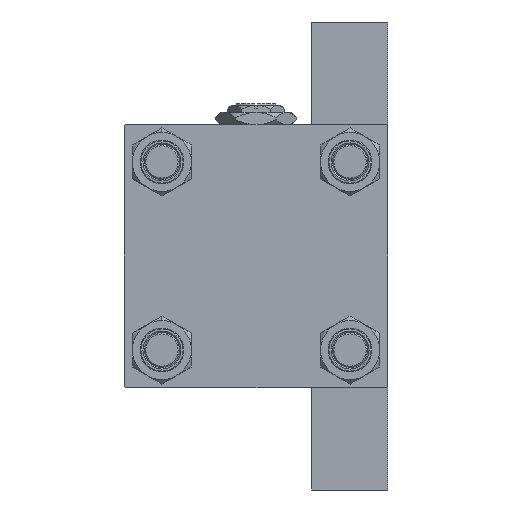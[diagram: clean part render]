
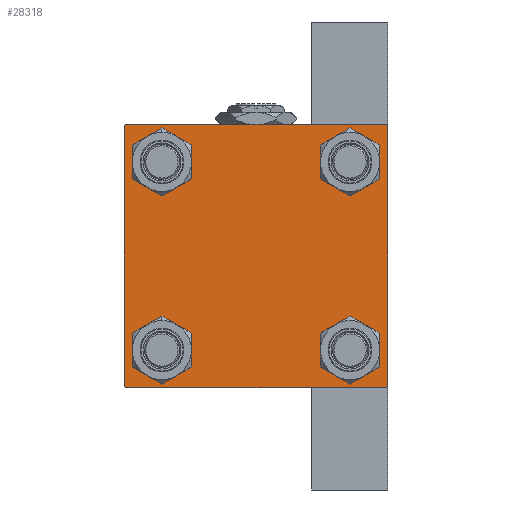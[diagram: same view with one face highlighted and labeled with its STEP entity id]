
A CAD part, left-side view. The second image highlights one B-rep face of the part: STEP entity #28318.
In plain terms, the highlighted planar face has unit normal (-1, 0, 0).
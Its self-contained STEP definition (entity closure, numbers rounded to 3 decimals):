
#72 = EDGE_CURVE ( 'NONE', #46168, #1305, #38620, .T. ) ;
#348 = DIRECTION ( 'NONE',  ( 1., 0., 0. ) ) ;
#504 = AXIS2_PLACEMENT_3D ( 'NONE', #7073, #38291, #3280 ) ;
#683 = DIRECTION ( 'NONE',  ( 1., 0., 0. ) ) ;
#686 = CARTESIAN_POINT ( 'NONE',  ( 0., 45., -45. ) ) ;
#972 = DIRECTION ( 'NONE',  ( 0., 0.707, 0.707 ) ) ;
#988 = EDGE_LOOP ( 'NONE', ( #2975, #47064 ) ) ;
#1119 = ORIENTED_EDGE ( 'NONE', *, *, #5756, .T. ) ;
#1225 = VERTEX_POINT ( 'NONE', #20593 ) ;
#1305 = VERTEX_POINT ( 'NONE', #17779 ) ;
#1520 = LINE ( 'NONE', #5557, #37972 ) ;
#1943 = FACE_BOUND ( 'NONE', #29709, .T. ) ;
#2370 = CIRCLE ( 'NONE', #7218, 6.5 ) ;
#2975 = ORIENTED_EDGE ( 'NONE', *, *, #15591, .T. ) ;
#3048 = ORIENTED_EDGE ( 'NONE', *, *, #9492, .T. ) ;
#3280 = DIRECTION ( 'NONE',  ( 0., 0., 1. ) ) ;
#4248 = LINE ( 'NONE', #686, #11636 ) ;
#4816 = EDGE_CURVE ( 'NONE', #23674, #33636, #17120, .T. ) ;
#5011 = ORIENTED_EDGE ( 'NONE', *, *, #13331, .T. ) ;
#5065 = DIRECTION ( 'NONE',  ( 0., 0., -1. ) ) ;
#5234 = DIRECTION ( 'NONE',  ( 0., -1., 0. ) ) ;
#5478 = EDGE_CURVE ( 'NONE', #25073, #15948, #24454, .T. ) ;
#5557 = CARTESIAN_POINT ( 'NONE',  ( 0., 45., 45. ) ) ;
#5756 = EDGE_CURVE ( 'NONE', #39085, #1225, #33144, .T. ) ;
#5851 = VECTOR ( 'NONE', #972, 1000. ) ;
#6097 = CARTESIAN_POINT ( 'NONE',  ( 0., 32.15, -38.65 ) ) ;
#6511 = DIRECTION ( 'NONE',  ( 0., 0., 1. ) ) ;
#6762 = EDGE_LOOP ( 'NONE', ( #37748, #40030 ) ) ;
#7073 = CARTESIAN_POINT ( 'NONE',  ( 0., -32.15, -32.15 ) ) ;
#7130 = CARTESIAN_POINT ( 'NONE',  ( 0., -44.5, -45. ) ) ;
#7218 = AXIS2_PLACEMENT_3D ( 'NONE', #19128, #348, #27268 ) ;
#7891 = CARTESIAN_POINT ( 'NONE',  ( 0., 44.5, -45. ) ) ;
#8398 = EDGE_LOOP ( 'NONE', ( #20074, #33976, #5011, #15777, #25028, #14771, #23602, #1119 ) ) ;
#9033 = DIRECTION ( 'NONE',  ( 0., 0., 1. ) ) ;
#9492 = EDGE_CURVE ( 'NONE', #10059, #29954, #27050, .T. ) ;
#10037 = DIRECTION ( 'NONE',  ( 0., 0.707, -0.707 ) ) ;
#10040 = PLANE ( 'NONE',  #25641 ) ;
#10059 = VERTEX_POINT ( 'NONE', #21771 ) ;
#11016 = DIRECTION ( 'NONE',  ( 0., -0.707, 0.707 ) ) ;
#11636 = VECTOR ( 'NONE', #5234, 1000. ) ;
#13331 = EDGE_CURVE ( 'NONE', #30851, #29699, #4248, .T. ) ;
#14272 = CARTESIAN_POINT ( 'NONE',  ( 0., -32.15, 32.15 ) ) ;
#14307 = LINE ( 'NONE', #37398, #34422 ) ;
#14359 = DIRECTION ( 'NONE',  ( -1., 0., 0. ) ) ;
#14771 = ORIENTED_EDGE ( 'NONE', *, *, #15512, .T. ) ;
#15030 = DIRECTION ( 'NONE',  ( 0., 0., -1. ) ) ;
#15460 = DIRECTION ( 'NONE',  ( 0., 0., 1. ) ) ;
#15512 = EDGE_CURVE ( 'NONE', #46168, #21240, #16935, .T. ) ;
#15591 = EDGE_CURVE ( 'NONE', #28768, #45783, #31810, .T. ) ;
#15777 = ORIENTED_EDGE ( 'NONE', *, *, #24126, .T. ) ;
#15948 = VERTEX_POINT ( 'NONE', #18134 ) ;
#16935 = LINE ( 'NONE', #17182, #5851 ) ;
#17120 = CIRCLE ( 'NONE', #48705, 6.5 ) ;
#17182 = CARTESIAN_POINT ( 'NONE',  ( 0., -44.75, 44.75 ) ) ;
#17660 = FACE_BOUND ( 'NONE', #6762, .T. ) ;
#17779 = CARTESIAN_POINT ( 'NONE',  ( 0., -45., -44.5 ) ) ;
#18134 = CARTESIAN_POINT ( 'NONE',  ( 0., 32.15, 38.65 ) ) ;
#19128 = CARTESIAN_POINT ( 'NONE',  ( 0., -32.15, 32.15 ) ) ;
#20074 = ORIENTED_EDGE ( 'NONE', *, *, #38446, .T. ) ;
#20158 = DIRECTION ( 'NONE',  ( 0., 0., 1. ) ) ;
#20593 = CARTESIAN_POINT ( 'NONE',  ( 0., 45., 44.5 ) ) ;
#20903 = AXIS2_PLACEMENT_3D ( 'NONE', #31220, #46659, #15460 ) ;
#21022 = VECTOR ( 'NONE', #31142, 1000. ) ;
#21240 = VERTEX_POINT ( 'NONE', #45295 ) ;
#21287 = CARTESIAN_POINT ( 'NONE',  ( 0., 45., -44.5 ) ) ;
#21771 = CARTESIAN_POINT ( 'NONE',  ( 0., -32.15, 25.65 ) ) ;
#22658 = ORIENTED_EDGE ( 'NONE', *, *, #5478, .T. ) ;
#23082 = ORIENTED_EDGE ( 'NONE', *, *, #23149, .T. ) ;
#23149 = EDGE_CURVE ( 'NONE', #15948, #25073, #49774, .T. ) ;
#23602 = ORIENTED_EDGE ( 'NONE', *, *, #29770, .F. ) ;
#23674 = VERTEX_POINT ( 'NONE', #38836 ) ;
#24126 = EDGE_CURVE ( 'NONE', #29699, #1305, #14307, .T. ) ;
#24454 = CIRCLE ( 'NONE', #30967, 6.5 ) ;
#24727 = CARTESIAN_POINT ( 'NONE',  ( 0., 32.15, 32.15 ) ) ;
#24932 = CARTESIAN_POINT ( 'NONE',  ( 0., 44.5, 45. ) ) ;
#25028 = ORIENTED_EDGE ( 'NONE', *, *, #72, .F. ) ;
#25073 = VERTEX_POINT ( 'NONE', #25538 ) ;
#25422 = DIRECTION ( 'NONE',  ( 1., 0., 0. ) ) ;
#25538 = CARTESIAN_POINT ( 'NONE',  ( 0., 32.15, 25.65 ) ) ;
#25641 = AXIS2_PLACEMENT_3D ( 'NONE', #48624, #14359, #36693 ) ;
#26057 = FACE_BOUND ( 'NONE', #988, .T. ) ;
#26457 = CIRCLE ( 'NONE', #504, 6.5 ) ;
#27050 = CIRCLE ( 'NONE', #35142, 6.5 ) ;
#27268 = DIRECTION ( 'NONE',  ( 0., 0., 1. ) ) ;
#27978 = EDGE_CURVE ( 'NONE', #45783, #28768, #26457, .T. ) ;
#28120 = VECTOR ( 'NONE', #35536, 1000. ) ;
#28318 = ADVANCED_FACE ( 'NONE', ( #1943, #26057, #17660, #41251, #49127 ), #10040, .T. ) ;
#28768 = VERTEX_POINT ( 'NONE', #49582 ) ;
#28798 = DIRECTION ( 'NONE',  ( 1., 0., 0. ) ) ;
#29501 = AXIS2_PLACEMENT_3D ( 'NONE', #24727, #28798, #20158 ) ;
#29699 = VERTEX_POINT ( 'NONE', #7130 ) ;
#29709 = EDGE_LOOP ( 'NONE', ( #42261, #3048 ) ) ;
#29770 = EDGE_CURVE ( 'NONE', #39085, #21240, #30766, .T. ) ;
#29780 = DIRECTION ( 'NONE',  ( 0., 0., 1. ) ) ;
#29954 = VERTEX_POINT ( 'NONE', #32977 ) ;
#30766 = LINE ( 'NONE', #46211, #28120 ) ;
#30851 = VERTEX_POINT ( 'NONE', #7891 ) ;
#30967 = AXIS2_PLACEMENT_3D ( 'NONE', #40368, #25422, #42077 ) ;
#31142 = DIRECTION ( 'NONE',  ( 0., -0.707, -0.707 ) ) ;
#31220 = CARTESIAN_POINT ( 'NONE',  ( 0., 32.15, -32.15 ) ) ;
#31810 = CIRCLE ( 'NONE', #35850, 6.5 ) ;
#32977 = CARTESIAN_POINT ( 'NONE',  ( 0., -32.15, 38.65 ) ) ;
#33144 = LINE ( 'NONE', #45059, #39043 ) ;
#33420 = DIRECTION ( 'NONE',  ( 1., 0., 0. ) ) ;
#33636 = VERTEX_POINT ( 'NONE', #6097 ) ;
#33879 = CIRCLE ( 'NONE', #20903, 6.5 ) ;
#33976 = ORIENTED_EDGE ( 'NONE', *, *, #38654, .T. ) ;
#34409 = CARTESIAN_POINT ( 'NONE',  ( 0., -32.15, -38.65 ) ) ;
#34422 = VECTOR ( 'NONE', #11016, 1000. ) ;
#34676 = CARTESIAN_POINT ( 'NONE',  ( 0., 44.75, -44.75 ) ) ;
#34846 = CARTESIAN_POINT ( 'NONE',  ( 0., -45., 44.5 ) ) ;
#35142 = AXIS2_PLACEMENT_3D ( 'NONE', #14272, #37872, #29780 ) ;
#35450 = CARTESIAN_POINT ( 'NONE',  ( 0., 32.15, -32.15 ) ) ;
#35536 = DIRECTION ( 'NONE',  ( 0., -1., 0. ) ) ;
#35850 = AXIS2_PLACEMENT_3D ( 'NONE', #41269, #33420, #6511 ) ;
#36693 = DIRECTION ( 'NONE',  ( 0., 0., 1. ) ) ;
#37398 = CARTESIAN_POINT ( 'NONE',  ( 0., -44.75, -44.75 ) ) ;
#37748 = ORIENTED_EDGE ( 'NONE', *, *, #4816, .T. ) ;
#37872 = DIRECTION ( 'NONE',  ( 1., 0., 0. ) ) ;
#37972 = VECTOR ( 'NONE', #5065, 1000. ) ;
#38291 = DIRECTION ( 'NONE',  ( 1., 0., 0. ) ) ;
#38446 = EDGE_CURVE ( 'NONE', #1225, #46534, #1520, .T. ) ;
#38620 = LINE ( 'NONE', #45982, #47725 ) ;
#38654 = EDGE_CURVE ( 'NONE', #46534, #30851, #47068, .T. ) ;
#38836 = CARTESIAN_POINT ( 'NONE',  ( 0., 32.15, -25.65 ) ) ;
#38960 = EDGE_CURVE ( 'NONE', #29954, #10059, #2370, .T. ) ;
#39043 = VECTOR ( 'NONE', #10037, 1000. ) ;
#39085 = VERTEX_POINT ( 'NONE', #24932 ) ;
#40030 = ORIENTED_EDGE ( 'NONE', *, *, #42996, .T. ) ;
#40368 = CARTESIAN_POINT ( 'NONE',  ( 0., 32.15, 32.15 ) ) ;
#41251 = FACE_BOUND ( 'NONE', #42715, .T. ) ;
#41269 = CARTESIAN_POINT ( 'NONE',  ( 0., -32.15, -32.15 ) ) ;
#42077 = DIRECTION ( 'NONE',  ( 0., 0., 1. ) ) ;
#42261 = ORIENTED_EDGE ( 'NONE', *, *, #38960, .T. ) ;
#42715 = EDGE_LOOP ( 'NONE', ( #23082, #22658 ) ) ;
#42996 = EDGE_CURVE ( 'NONE', #33636, #23674, #33879, .T. ) ;
#45059 = CARTESIAN_POINT ( 'NONE',  ( 0., 44.75, 44.75 ) ) ;
#45295 = CARTESIAN_POINT ( 'NONE',  ( 0., -44.5, 45. ) ) ;
#45783 = VERTEX_POINT ( 'NONE', #34409 ) ;
#45982 = CARTESIAN_POINT ( 'NONE',  ( 0., -45., 45. ) ) ;
#46168 = VERTEX_POINT ( 'NONE', #34846 ) ;
#46211 = CARTESIAN_POINT ( 'NONE',  ( 0., 45., 45. ) ) ;
#46534 = VERTEX_POINT ( 'NONE', #21287 ) ;
#46659 = DIRECTION ( 'NONE',  ( 1., 0., 0. ) ) ;
#47064 = ORIENTED_EDGE ( 'NONE', *, *, #27978, .T. ) ;
#47068 = LINE ( 'NONE', #34676, #21022 ) ;
#47725 = VECTOR ( 'NONE', #15030, 1000. ) ;
#48624 = CARTESIAN_POINT ( 'NONE',  ( 0., 0., 0. ) ) ;
#48705 = AXIS2_PLACEMENT_3D ( 'NONE', #35450, #683, #9033 ) ;
#49127 = FACE_OUTER_BOUND ( 'NONE', #8398, .T. ) ;
#49582 = CARTESIAN_POINT ( 'NONE',  ( 0., -32.15, -25.65 ) ) ;
#49774 = CIRCLE ( 'NONE', #29501, 6.5 ) ;
